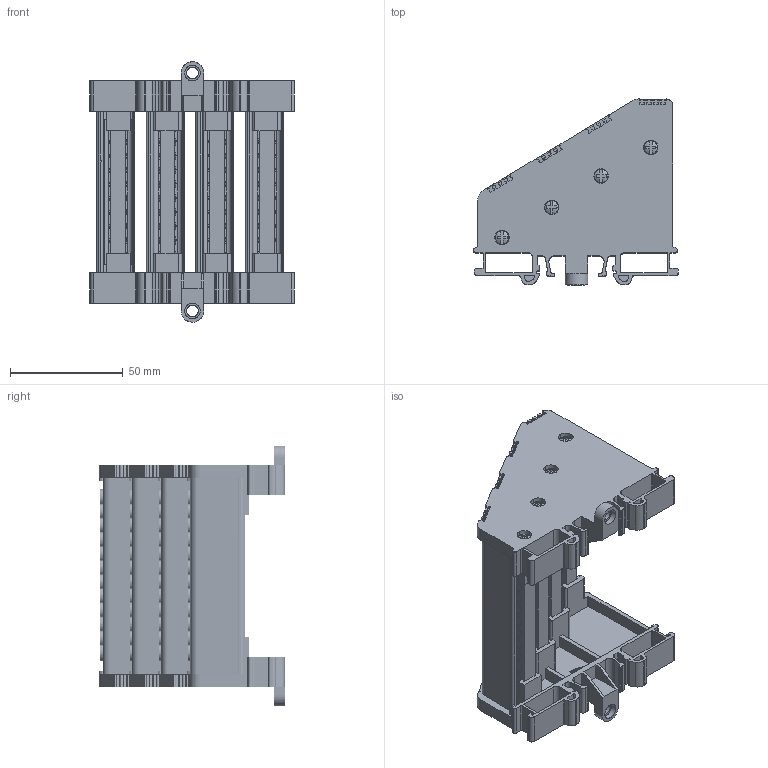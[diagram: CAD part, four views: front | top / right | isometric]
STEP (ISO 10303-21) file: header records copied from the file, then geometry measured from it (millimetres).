
FILE_DESCRIPTION (( 'STEP AP203' ), '1' );
FILE_NAME ('6,5x9 Dört Kutuplu Daðýtýcý Ünite - 12 Delikli ( Yüksek Tip).STEP', '2019-01-22T06:46:31', ( '' ), ( '' ), 'SwSTEP 2.0', 'SolidWorks 2011', '' );
FILE_SCHEMA (( 'CONFIG_CONTROL_DESIGN' ));
Products named in the file (1): 6,5x9 Dört Kutuplu Daðýtýcý Ünite - 12 Delikli ( Yüksek Tip)
Bounding box: 90.84 x 82.3 x 115.48 mm (x, y, z)
Volume: 117694.3 mm3; surface area: 103165.6 mm2
Topology: 1 solids, 11 shells, 3978 faces, 11984 edges, 8196 vertices
Faces by surface type: plane 1954, cylinder 1175, cone 718, torus 115, bspline 16
Entity records: 178874 total; most frequent: CARTESIAN_POINT 82239, ORIENTED_EDGE 23968, DIRECTION 14080, EDGE_CURVE 11984, VERTEX_POINT 8196, B_SPLINE_CURVE_WITH_KNOTS 6117, VECTOR 5580, LINE 5580
